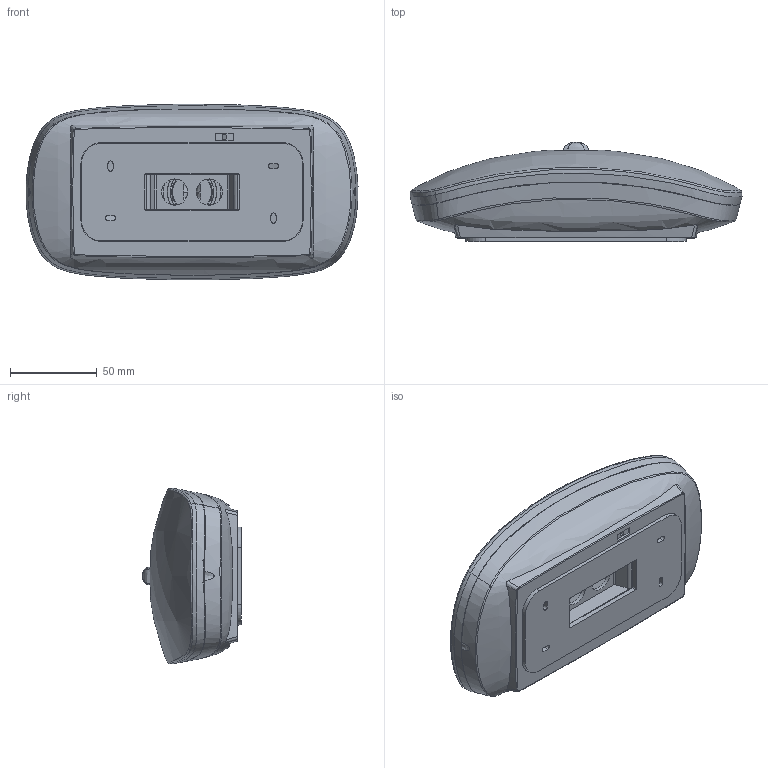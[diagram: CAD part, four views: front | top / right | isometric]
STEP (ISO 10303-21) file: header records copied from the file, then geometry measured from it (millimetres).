
FILE_DESCRIPTION(/* description */ (''),/* implementation_level */ '2;1');
FILE_NAME(/* name */ 'BSU_1_simple v1.step',/* time_stamp */ '2024-01-23T09:35:09+01:00',/* author */ (''),/* organization */ (''),/* preprocessor_version */ 'ST-DEVELOPER v20',/* originating_system */ 'Autodesk Translation Framework v12.14.0.127',/* authorisation */ '');
FILE_SCHEMA (('AUTOMOTIVE_DESIGN { 1 0 10303 214 3 1 1 }'));
Products named in the file (3): BSU_1_simple; Montageplatte; Gehäuse
Assembly tree (2 placements, depth 2):
  BSU_1_simple
    Montageplatte
    Gehäuse
Bounding box: 191.46 x 57.05 x 101.22 mm (x, y, z)
Volume: 107070 mm3; surface area: 125003 mm2
Topology: 3 solids, 3 shells, 662 faces, 1894 edges, 1228 vertices
Faces by surface type: plane 330, bspline 204, cone 60, cylinder 57, torus 11
Full cylindrical faces by diameter (mm): 3.2 x1
Entity records: 71399 total; most frequent: CARTESIAN_POINT 55200, ORIENTED_EDGE 3760, DIRECTION 2757, EDGE_CURVE 1880, VERTEX_POINT 1228, LINE 977, VECTOR 977, AXIS2_PLACEMENT_3D 890
